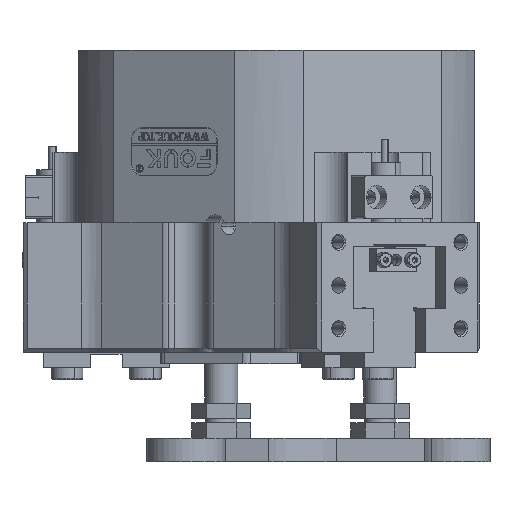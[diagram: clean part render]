
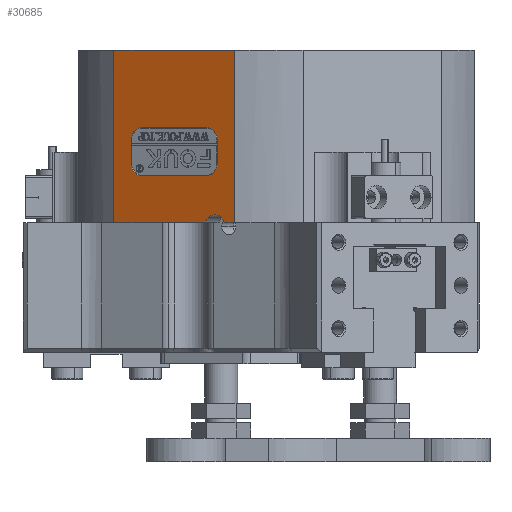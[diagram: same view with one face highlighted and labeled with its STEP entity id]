
A CAD part, front view. The second image highlights one B-rep face of the part: STEP entity #30685.
In plain terms, the highlighted planar face has unit normal (-0.5, -0.866, 0).
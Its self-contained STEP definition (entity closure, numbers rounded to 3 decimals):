
#86 = AXIS2_PLACEMENT_3D ( 'NONE', #12118, #9932, #34404 ) ;
#772 = CARTESIAN_POINT ( 'NONE',  ( -43.555, -37.603, 139.369 ) ) ;
#851 = VERTEX_POINT ( 'NONE', #44511 ) ;
#872 = EDGE_CURVE ( 'NONE', #4545, #34039, #12678, .T. ) ;
#1916 = DIRECTION ( 'NONE',  ( -0.5, -0.866, 0. ) ) ;
#1979 = PLANE ( 'NONE',  #86 ) ;
#2244 = CARTESIAN_POINT ( 'NONE',  ( -46.153, -36.103, 148.569 ) ) ;
#2275 = DIRECTION ( 'NONE',  ( 0., 0., -1. ) ) ;
#2318 = FACE_BOUND ( 'NONE', #40603, .T. ) ;
#2984 = EDGE_CURVE ( 'NONE', #851, #4545, #37107, .T. ) ;
#3172 = EDGE_CURVE ( 'NONE', #4415, #12727, #34298, .T. ) ;
#3439 = EDGE_CURVE ( 'NONE', #21693, #45675, #6770, .T. ) ;
#3577 = VECTOR ( 'NONE', #13954, 1000. ) ;
#4415 = VERTEX_POINT ( 'NONE', #24985 ) ;
#4545 = VERTEX_POINT ( 'NONE', #18368 ) ;
#5219 = ORIENTED_EDGE ( 'NONE', *, *, #3439, .F. ) ;
#5568 = VERTEX_POINT ( 'NONE', #25024 ) ;
#5650 = ORIENTED_EDGE ( 'NONE', *, *, #13464, .T. ) ;
#5872 = EDGE_CURVE ( 'NONE', #34190, #6956, #42933, .T. ) ;
#5884 = DIRECTION ( 'NONE',  ( -0.866, 0.5, 0. ) ) ;
#5896 = CARTESIAN_POINT ( 'NONE',  ( -26.928, -47.203, 148.569 ) ) ;
#6365 = CARTESIAN_POINT ( 'NONE',  ( -26.928, -47.203, 142.369 ) ) ;
#6646 = ORIENTED_EDGE ( 'NONE', *, *, #2984, .F. ) ;
#6770 = CIRCLE ( 'NONE', #8866, 3. ) ;
#6956 = VERTEX_POINT ( 'NONE', #772 ) ;
#6967 = DIRECTION ( 'NONE',  ( -0.866, 0.5, 0. ) ) ;
#7100 = EDGE_LOOP ( 'NONE', ( #36942, #6646, #44159, #22082, #5650, #20856 ) ) ;
#7311 = LINE ( 'NONE', #33852, #44188 ) ;
#8866 = AXIS2_PLACEMENT_3D ( 'NONE', #28061, #10272, #27905 ) ;
#9246 = DIRECTION ( 'NONE',  ( 0., 0., 1. ) ) ;
#9298 = CARTESIAN_POINT ( 'NONE',  ( -43.555, -37.603, 151.569 ) ) ;
#9601 = EDGE_CURVE ( 'NONE', #6956, #10269, #23969, .T. ) ;
#9819 = ORIENTED_EDGE ( 'NONE', *, *, #15114, .F. ) ;
#9932 = DIRECTION ( 'NONE',  ( 0.5, 0.866, 0. ) ) ;
#10066 = EDGE_CURVE ( 'NONE', #43593, #34039, #42091, .T. ) ;
#10192 = ORIENTED_EDGE ( 'NONE', *, *, #9601, .F. ) ;
#10269 = VERTEX_POINT ( 'NONE', #35012 ) ;
#10272 = DIRECTION ( 'NONE',  ( -0.5, -0.866, 0. ) ) ;
#10690 = VECTOR ( 'NONE', #6967, 1000. ) ;
#10811 = EDGE_CURVE ( 'NONE', #21583, #21693, #12365, .T. ) ;
#11015 = DIRECTION ( 'NONE',  ( 0., 0., -1. ) ) ;
#11281 = VECTOR ( 'NONE', #2275, 1000. ) ;
#11562 = CARTESIAN_POINT ( 'NONE',  ( -50.612, -33.529, 127.369 ) ) ;
#12020 = ORIENTED_EDGE ( 'NONE', *, *, #24173, .F. ) ;
#12118 = CARTESIAN_POINT ( 'NONE',  ( -8.615, -57.776, 177.369 ) ) ;
#12365 = LINE ( 'NONE', #31790, #3577 ) ;
#12678 = LINE ( 'NONE', #18131, #19848 ) ;
#12727 = VERTEX_POINT ( 'NONE', #40543 ) ;
#12753 = FACE_OUTER_BOUND ( 'NONE', #7100, .T. ) ;
#12859 = CARTESIAN_POINT ( 'NONE',  ( -50.612, -33.529, 171.369 ) ) ;
#13464 = EDGE_CURVE ( 'NONE', #12727, #43593, #21094, .T. ) ;
#13683 = VECTOR ( 'NONE', #11015, 1000. ) ;
#13868 = CARTESIAN_POINT ( 'NONE',  ( -13.131, -55.168, 127.369 ) ) ;
#13954 = DIRECTION ( 'NONE',  ( -0.866, 0.5, 0. ) ) ;
#14335 = EDGE_CURVE ( 'NONE', #45204, #5568, #7311, .T. ) ;
#15114 = EDGE_CURVE ( 'NONE', #5568, #21583, #23185, .T. ) ;
#15439 = DIRECTION ( 'NONE',  ( 0.866, -0.5, 0. ) ) ;
#16054 = CARTESIAN_POINT ( 'NONE',  ( -19.871, -51.277, 94.369 ) ) ;
#16112 = DIRECTION ( 'NONE',  ( -0.866, 0.5, 0. ) ) ;
#16132 = CARTESIAN_POINT ( 'NONE',  ( -50.612, -33.529, 94.369 ) ) ;
#16695 = EDGE_CURVE ( 'NONE', #45675, #34190, #34616, .T. ) ;
#16757 = AXIS2_PLACEMENT_3D ( 'NONE', #36688, #1916, #15439 ) ;
#18131 = CARTESIAN_POINT ( 'NONE',  ( -13.131, -55.168, 127.369 ) ) ;
#18368 = CARTESIAN_POINT ( 'NONE',  ( -27.299, -46.989, 127.369 ) ) ;
#19098 = CARTESIAN_POINT ( 'NONE',  ( -43.555, -37.603, 139.369 ) ) ;
#19288 = CARTESIAN_POINT ( 'NONE',  ( -26.928, -47.203, 151.569 ) ) ;
#19848 = VECTOR ( 'NONE', #5884, 1000. ) ;
#20856 = ORIENTED_EDGE ( 'NONE', *, *, #10066, .T. ) ;
#21094 = LINE ( 'NONE', #33659, #30410 ) ;
#21583 = VERTEX_POINT ( 'NONE', #19288 ) ;
#21693 = VERTEX_POINT ( 'NONE', #9298 ) ;
#22074 = CARTESIAN_POINT ( 'NONE',  ( -46.153, -36.103, 142.369 ) ) ;
#22082 = ORIENTED_EDGE ( 'NONE', *, *, #3172, .T. ) ;
#22371 = VECTOR ( 'NONE', #43731, 1000. ) ;
#22978 = AXIS2_PLACEMENT_3D ( 'NONE', #6365, #38647, #24612 ) ;
#23185 = CIRCLE ( 'NONE', #35400, 3. ) ;
#23796 = ORIENTED_EDGE ( 'NONE', *, *, #5872, .F. ) ;
#23969 = LINE ( 'NONE', #19098, #22371 ) ;
#24173 = EDGE_CURVE ( 'NONE', #10269, #45204, #38280, .T. ) ;
#24612 = DIRECTION ( 'NONE',  ( 0.866, -0.5, 0. ) ) ;
#24905 = VECTOR ( 'NONE', #26799, 1000. ) ;
#24985 = CARTESIAN_POINT ( 'NONE',  ( -19.871, -51.277, 127.369 ) ) ;
#25024 = CARTESIAN_POINT ( 'NONE',  ( -24.33, -48.703, 148.569 ) ) ;
#26799 = DIRECTION ( 'NONE',  ( 0., 0., 1. ) ) ;
#27865 = DIRECTION ( 'NONE',  ( 0.866, -0.5, 0. ) ) ;
#27905 = DIRECTION ( 'NONE',  ( 0.866, -0.5, 0. ) ) ;
#28061 = CARTESIAN_POINT ( 'NONE',  ( -43.555, -37.603, 148.569 ) ) ;
#29612 = ORIENTED_EDGE ( 'NONE', *, *, #16695, .F. ) ;
#30410 = VECTOR ( 'NONE', #16112, 1000. ) ;
#30605 = DIRECTION ( 'NONE',  ( -0.5, -0.866, 0. ) ) ;
#30685 = ADVANCED_FACE ( 'NONE', ( #2318, #12753 ), #1979, .F. ) ;
#31483 = CARTESIAN_POINT ( 'NONE',  ( -24.33, -48.703, 142.369 ) ) ;
#31591 = DIRECTION ( 'NONE',  ( -0.5, -0.866, 0. ) ) ;
#31595 = AXIS2_PLACEMENT_3D ( 'NONE', #45597, #31591, #27865 ) ;
#31790 = CARTESIAN_POINT ( 'NONE',  ( -43.555, -37.603, 151.569 ) ) ;
#32367 = ORIENTED_EDGE ( 'NONE', *, *, #10811, .F. ) ;
#33659 = CARTESIAN_POINT ( 'NONE',  ( -35.242, -42.403, 171.369 ) ) ;
#33852 = CARTESIAN_POINT ( 'NONE',  ( -24.33, -48.703, 148.569 ) ) ;
#34039 = VERTEX_POINT ( 'NONE', #11562 ) ;
#34190 = VERTEX_POINT ( 'NONE', #22074 ) ;
#34298 = LINE ( 'NONE', #16054, #24905 ) ;
#34357 = LINE ( 'NONE', #13868, #10690 ) ;
#34404 = DIRECTION ( 'NONE',  ( -0.866, 0.5, 0. ) ) ;
#34616 = LINE ( 'NONE', #42853, #13683 ) ;
#35012 = CARTESIAN_POINT ( 'NONE',  ( -26.928, -47.203, 139.369 ) ) ;
#35400 = AXIS2_PLACEMENT_3D ( 'NONE', #5896, #30605, #37401 ) ;
#36688 = CARTESIAN_POINT ( 'NONE',  ( -24.849, -48.403, 126.369 ) ) ;
#36942 = ORIENTED_EDGE ( 'NONE', *, *, #872, .F. ) ;
#37107 = CIRCLE ( 'NONE', #16757, 3. ) ;
#37401 = DIRECTION ( 'NONE',  ( -0.866, 0.5, 0. ) ) ;
#38280 = CIRCLE ( 'NONE', #22978, 3. ) ;
#38370 = EDGE_CURVE ( 'NONE', #4415, #851, #34357, .T. ) ;
#38645 = ORIENTED_EDGE ( 'NONE', *, *, #14335, .F. ) ;
#38647 = DIRECTION ( 'NONE',  ( -0.5, -0.866, 0. ) ) ;
#40543 = CARTESIAN_POINT ( 'NONE',  ( -19.871, -51.277, 171.369 ) ) ;
#40603 = EDGE_LOOP ( 'NONE', ( #32367, #9819, #38645, #12020, #10192, #23796, #29612, #5219 ) ) ;
#42091 = LINE ( 'NONE', #16132, #11281 ) ;
#42853 = CARTESIAN_POINT ( 'NONE',  ( -46.153, -36.103, 148.569 ) ) ;
#42933 = CIRCLE ( 'NONE', #31595, 3. ) ;
#43593 = VERTEX_POINT ( 'NONE', #12859 ) ;
#43731 = DIRECTION ( 'NONE',  ( 0.866, -0.5, 0. ) ) ;
#44159 = ORIENTED_EDGE ( 'NONE', *, *, #38370, .F. ) ;
#44188 = VECTOR ( 'NONE', #9246, 1000. ) ;
#44511 = CARTESIAN_POINT ( 'NONE',  ( -22.4, -49.817, 127.369 ) ) ;
#45204 = VERTEX_POINT ( 'NONE', #31483 ) ;
#45597 = CARTESIAN_POINT ( 'NONE',  ( -43.555, -37.603, 142.369 ) ) ;
#45675 = VERTEX_POINT ( 'NONE', #2244 ) ;
